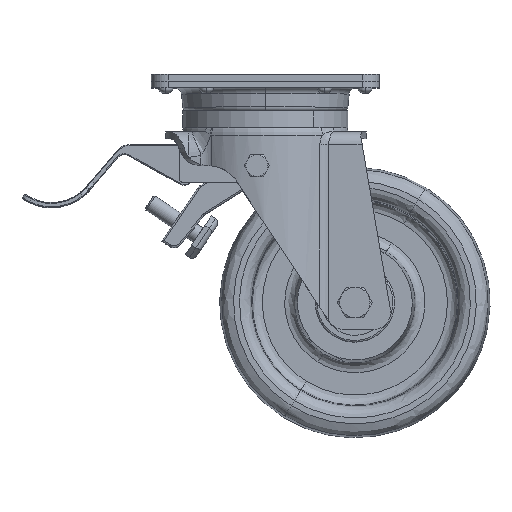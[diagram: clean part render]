
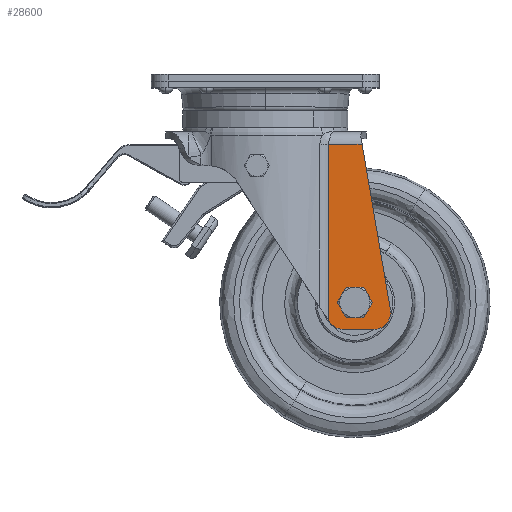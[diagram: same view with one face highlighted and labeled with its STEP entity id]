
A CAD part, top view. The second image highlights one B-rep face of the part: STEP entity #28600.
In plain terms, the highlighted planar face has unit normal (0, 0, 1).
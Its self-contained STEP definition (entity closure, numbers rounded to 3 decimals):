
#49 = DIRECTION ( 'NONE',  ( 1., 0., 0. ) ) ;
#304 = EDGE_CURVE ( 'NONE', #30156, #25608, #30473, .T. ) ;
#514 = CARTESIAN_POINT ( 'NONE',  ( 64.146, -141., 35. ) ) ;
#826 = CARTESIAN_POINT ( 'NONE',  ( 64.146, -151., 35. ) ) ;
#970 = VERTEX_POINT ( 'NONE', #17624 ) ;
#1781 = VECTOR ( 'NONE', #32176, 1000. ) ;
#2068 = EDGE_LOOP ( 'NONE', ( #7874, #4098, #37028, #24501, #35435, #20649, #24702 ) ) ;
#3854 = CARTESIAN_POINT ( 'NONE',  ( 46.371, -141., 35. ) ) ;
#4098 = ORIENTED_EDGE ( 'NONE', *, *, #5347, .T. ) ;
#4777 = VERTEX_POINT ( 'NONE', #8418 ) ;
#5047 = AXIS2_PLACEMENT_3D ( 'NONE', #3854, #25471, #6866 ) ;
#5347 = EDGE_CURVE ( 'NONE', #4777, #22390, #6489, .T. ) ;
#6306 = LINE ( 'NONE', #18140, #12819 ) ;
#6489 = LINE ( 'NONE', #6681, #23734 ) ;
#6681 = CARTESIAN_POINT ( 'NONE',  ( 37.229, -140.875, 35. ) ) ;
#6866 = DIRECTION ( 'NONE',  ( 0., 1., 0. ) ) ;
#7122 = VERTEX_POINT ( 'NONE', #36732 ) ;
#7874 = ORIENTED_EDGE ( 'NONE', *, *, #37179, .T. ) ;
#8418 = CARTESIAN_POINT ( 'NONE',  ( 37.229, -41.5, 35. ) ) ;
#9309 = CARTESIAN_POINT ( 'NONE',  ( 53., -135., 35. ) ) ;
#9974 = CARTESIAN_POINT ( 'NONE',  ( 38.034, -146.523, 35. ) ) ;
#10098 = CARTESIAN_POINT ( 'NONE',  ( 53., -128.75, 35. ) ) ;
#10743 = AXIS2_PLACEMENT_3D ( 'NONE', #23321, #14142, #20264 ) ;
#10822 = VECTOR ( 'NONE', #49, 1000. ) ;
#12005 = EDGE_CURVE ( 'NONE', #25608, #970, #28178, .T. ) ;
#12599 = CARTESIAN_POINT ( 'NONE',  ( 53., -141.25, 35. ) ) ;
#12819 = VECTOR ( 'NONE', #30784, 1000. ) ;
#14142 = DIRECTION ( 'NONE',  ( 0., 0., 1. ) ) ;
#14507 = VECTOR ( 'NONE', #38148, 1000. ) ;
#15913 = DIRECTION ( 'NONE',  ( 0., -1., 0. ) ) ;
#16604 = DIRECTION ( 'NONE',  ( 0., 0., 1. ) ) ;
#16644 = ORIENTED_EDGE ( 'NONE', *, *, #21503, .F. ) ;
#16653 = CARTESIAN_POINT ( 'NONE',  ( 56., -34., 35. ) ) ;
#16660 = VERTEX_POINT ( 'NONE', #12599 ) ;
#16851 = LINE ( 'NONE', #16653, #1781 ) ;
#17246 = CARTESIAN_POINT ( 'NONE',  ( 0., -34., 35. ) ) ;
#17624 = CARTESIAN_POINT ( 'NONE',  ( 74.003, -139.315, 35. ) ) ;
#18140 = CARTESIAN_POINT ( 'NONE',  ( 35.004, -41.5, 35. ) ) ;
#18349 = EDGE_CURVE ( 'NONE', #970, #7122, #16851, .T. ) ;
#18520 = EDGE_CURVE ( 'NONE', #30950, #30156, #22641, .T. ) ;
#19910 = FACE_OUTER_BOUND ( 'NONE', #2068, .T. ) ;
#20070 = DIRECTION ( 'NONE',  ( 0., 1., 0. ) ) ;
#20264 = DIRECTION ( 'NONE',  ( 0., -1., 0. ) ) ;
#20508 = PLANE ( 'NONE',  #23445 ) ;
#20649 = ORIENTED_EDGE ( 'NONE', *, *, #12005, .T. ) ;
#20958 = DIRECTION ( 'NONE',  ( 0., -1., 0. ) ) ;
#21503 = EDGE_CURVE ( 'NONE', #40075, #16660, #39482, .T. ) ;
#21582 = DIRECTION ( 'NONE',  ( 0., 0., 1. ) ) ;
#22390 = VERTEX_POINT ( 'NONE', #22455 ) ;
#22455 = CARTESIAN_POINT ( 'NONE',  ( 37.229, -145.308, 35. ) ) ;
#22641 = CIRCLE ( 'NONE', #5047, 10. ) ;
#22767 = CARTESIAN_POINT ( 'NONE',  ( 46.371, -151., 35. ) ) ;
#22991 = AXIS2_PLACEMENT_3D ( 'NONE', #9309, #21582, #20958 ) ;
#23321 = CARTESIAN_POINT ( 'NONE',  ( 53., -135., 35. ) ) ;
#23330 = EDGE_CURVE ( 'NONE', #16660, #40075, #27524, .T. ) ;
#23360 = DIRECTION ( 'NONE',  ( 0., 1., 0. ) ) ;
#23441 = EDGE_CURVE ( 'NONE', #22390, #30950, #25637, .T. ) ;
#23445 = AXIS2_PLACEMENT_3D ( 'NONE', #17246, #26219, #23360 ) ;
#23734 = VECTOR ( 'NONE', #15913, 1000. ) ;
#24268 = AXIS2_PLACEMENT_3D ( 'NONE', #514, #16604, #20070 ) ;
#24501 = ORIENTED_EDGE ( 'NONE', *, *, #18520, .T. ) ;
#24702 = ORIENTED_EDGE ( 'NONE', *, *, #18349, .T. ) ;
#25471 = DIRECTION ( 'NONE',  ( 0., 0., 1. ) ) ;
#25608 = VERTEX_POINT ( 'NONE', #826 ) ;
#25637 = LINE ( 'NONE', #37733, #14507 ) ;
#26219 = DIRECTION ( 'NONE',  ( 0., 0., -1. ) ) ;
#26418 = FACE_BOUND ( 'NONE', #37382, .T. ) ;
#27185 = ORIENTED_EDGE ( 'NONE', *, *, #23330, .F. ) ;
#27524 = CIRCLE ( 'NONE', #22991, 6.25 ) ;
#27622 = CARTESIAN_POINT ( 'NONE',  ( 76., -151., 35. ) ) ;
#28178 = CIRCLE ( 'NONE', #24268, 10. ) ;
#28600 = ADVANCED_FACE ( 'NONE', ( #26418, #19910 ), #20508, .F. ) ;
#30156 = VERTEX_POINT ( 'NONE', #22767 ) ;
#30473 = LINE ( 'NONE', #27622, #10822 ) ;
#30784 = DIRECTION ( 'NONE',  ( -1., 0., 0. ) ) ;
#30950 = VERTEX_POINT ( 'NONE', #9974 ) ;
#32176 = DIRECTION ( 'NONE',  ( -0.168, 0.986, 0. ) ) ;
#35435 = ORIENTED_EDGE ( 'NONE', *, *, #304, .T. ) ;
#36732 = CARTESIAN_POINT ( 'NONE',  ( 57.282, -41.5, 35. ) ) ;
#37028 = ORIENTED_EDGE ( 'NONE', *, *, #23441, .T. ) ;
#37179 = EDGE_CURVE ( 'NONE', #7122, #4777, #6306, .T. ) ;
#37382 = EDGE_LOOP ( 'NONE', ( #27185, #16644 ) ) ;
#37733 = CARTESIAN_POINT ( 'NONE',  ( -25.373, -50.809, 35. ) ) ;
#38148 = DIRECTION ( 'NONE',  ( 0.552, -0.834, 0. ) ) ;
#39482 = CIRCLE ( 'NONE', #10743, 6.25 ) ;
#40075 = VERTEX_POINT ( 'NONE', #10098 ) ;
